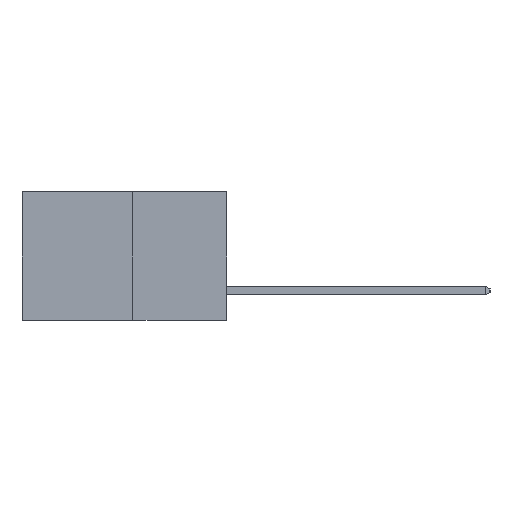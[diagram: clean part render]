
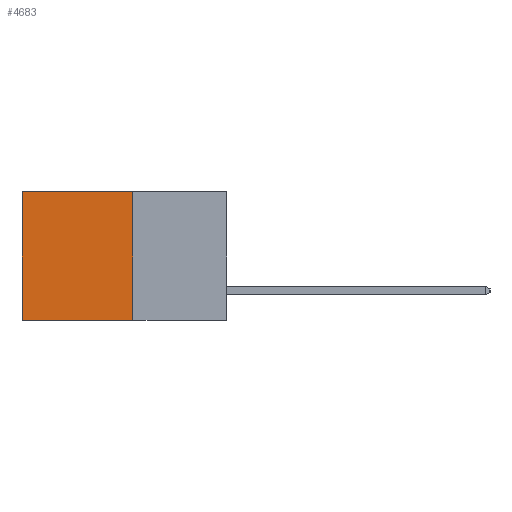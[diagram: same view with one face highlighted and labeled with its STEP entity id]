
A CAD part, left-side view. The second image highlights one B-rep face of the part: STEP entity #4683.
In plain terms, the highlighted planar face has unit normal (-1, 0, 0).
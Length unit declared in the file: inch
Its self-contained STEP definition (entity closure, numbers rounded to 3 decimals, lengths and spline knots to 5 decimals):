
#1044 = EDGE_CURVE ( 'NONE', #11832, #3357, #10729, .T. ) ;
#1340 = VERTEX_POINT ( 'NONE', #5302 ) ;
#2535 = CARTESIAN_POINT ( 'NONE',  ( 0.277, 0.27, 0. ) ) ;
#2818 = ORIENTED_EDGE ( 'NONE', *, *, #14611, .F. ) ;
#3105 = CARTESIAN_POINT ( 'NONE',  ( 0.277, 0.59, -0.37 ) ) ;
#3357 = VERTEX_POINT ( 'NONE', #15755 ) ;
#3736 = EDGE_LOOP ( 'NONE', ( #6579, #8275, #2818, #8673 ) ) ;
#3836 = LINE ( 'NONE', #4837, #16432 ) ;
#3913 = VECTOR ( 'NONE', #9127, 39.37008 ) ;
#4083 = CARTESIAN_POINT ( 'NONE',  ( 0.277, 0.27, -0.37 ) ) ;
#4683 = ADVANCED_FACE ( 'NONE', ( #7985 ), #12791, .F. ) ;
#4837 = CARTESIAN_POINT ( 'NONE',  ( 0.277, 0.27, -0.37 ) ) ;
#5015 = DIRECTION ( 'NONE',  ( 0., 1., 0. ) ) ;
#5302 = CARTESIAN_POINT ( 'NONE',  ( 0.277, 0.27, 0. ) ) ;
#5868 = EDGE_CURVE ( 'NONE', #9154, #3357, #3836, .T. ) ;
#6579 = ORIENTED_EDGE ( 'NONE', *, *, #1044, .T. ) ;
#6734 = VECTOR ( 'NONE', #8066, 39.37008 ) ;
#7985 = FACE_OUTER_BOUND ( 'NONE', #3736, .T. ) ;
#8066 = DIRECTION ( 'NONE',  ( 0., 0., -1. ) ) ;
#8275 = ORIENTED_EDGE ( 'NONE', *, *, #5868, .F. ) ;
#8309 = LINE ( 'NONE', #2535, #11285 ) ;
#8673 = ORIENTED_EDGE ( 'NONE', *, *, #10290, .T. ) ;
#9127 = DIRECTION ( 'NONE',  ( 0., 0., -1. ) ) ;
#9154 = VERTEX_POINT ( 'NONE', #4083 ) ;
#10268 = DIRECTION ( 'NONE',  ( 0., 1., 0. ) ) ;
#10290 = EDGE_CURVE ( 'NONE', #1340, #11832, #8309, .T. ) ;
#10528 = LINE ( 'NONE', #10572, #6734 ) ;
#10572 = CARTESIAN_POINT ( 'NONE',  ( 0.277, 0.27, -0.37 ) ) ;
#10729 = LINE ( 'NONE', #3105, #3913 ) ;
#11285 = VECTOR ( 'NONE', #10268, 39.37008 ) ;
#11411 = AXIS2_PLACEMENT_3D ( 'NONE', #12670, #12900, #12865 ) ;
#11832 = VERTEX_POINT ( 'NONE', #16156 ) ;
#12670 = CARTESIAN_POINT ( 'NONE',  ( 0.277, 0.27, -0.37 ) ) ;
#12791 = PLANE ( 'NONE',  #11411 ) ;
#12865 = DIRECTION ( 'NONE',  ( 0., 0., -1. ) ) ;
#12900 = DIRECTION ( 'NONE',  ( 1., 0., 0. ) ) ;
#14611 = EDGE_CURVE ( 'NONE', #1340, #9154, #10528, .T. ) ;
#15755 = CARTESIAN_POINT ( 'NONE',  ( 0.277, 0.59, -0.37 ) ) ;
#16156 = CARTESIAN_POINT ( 'NONE',  ( 0.277, 0.59, 0. ) ) ;
#16432 = VECTOR ( 'NONE', #5015, 39.37008 ) ;
